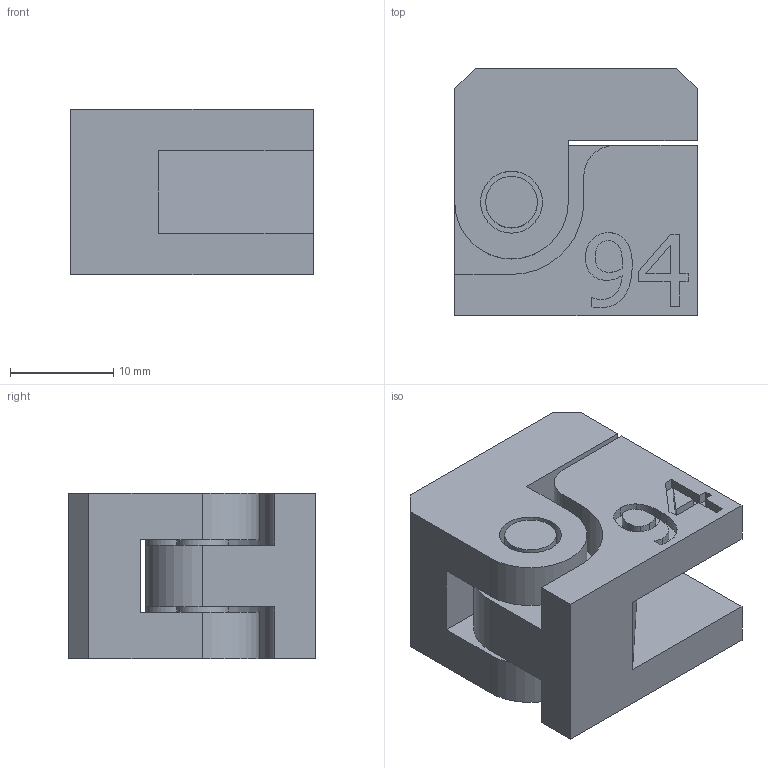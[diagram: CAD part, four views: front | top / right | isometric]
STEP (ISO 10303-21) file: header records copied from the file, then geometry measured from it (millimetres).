
FILE_DESCRIPTION(/* description */ (''),/* implementation_level */ '2;1');
FILE_NAME(/* name */ '08-3.stp',/* time_stamp */ '2021-09-11T12:10:16+09:00',/* author */ ('서울공업고등학교'),/* organization */ (''),/* preprocessor_version */ 'ST-DEVELOPER v18.1',/* originating_system */ 'Autodesk Inventor 2022',/* authorisation */ '');
FILE_SCHEMA (('AUTOMOTIVE_DESIGN { 1 0 10303 214 3 1 1 }'));
Length unit declared in the file: millimetre
Products named in the file (3): 08-3; 1번부품; 2번부품
Assembly tree (2 placements, depth 2):
  08-3
    1번부품
    2번부품
Bounding box: 23.5 x 24 x 16 mm (x, y, z)
Volume: 7353.2 mm3; surface area: 4284.2 mm2
Topology: 2 solids, 2 shells, 79 faces, 207 edges, 138 vertices
Faces by surface type: plane 49, bspline 19, cylinder 11
Full cylindrical faces by diameter (mm): 5 x2, 6 x2
Entity records: 2630 total; most frequent: CARTESIAN_POINT 676, ORIENTED_EDGE 414, DIRECTION 321, EDGE_CURVE 207, LINE 147, VECTOR 147, VERTEX_POINT 138, EDGE_LOOP 89
